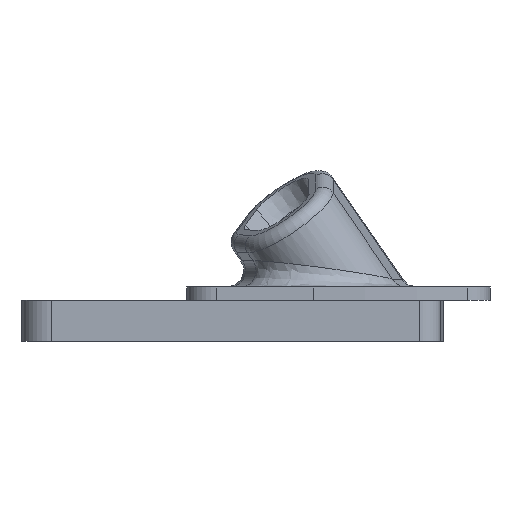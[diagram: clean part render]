
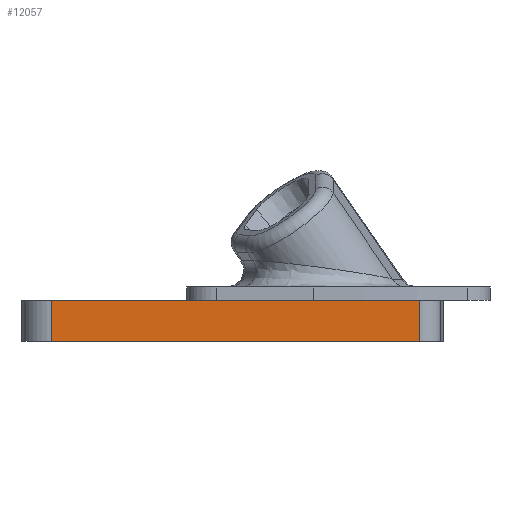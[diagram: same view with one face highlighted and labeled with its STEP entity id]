
A CAD part, left-side view. The second image highlights one B-rep face of the part: STEP entity #12057.
In plain terms, the highlighted planar face has unit normal (-1, 0, 0).
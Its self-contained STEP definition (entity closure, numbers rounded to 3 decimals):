
#5592 = PLANE('',#5593);
#5593 = AXIS2_PLACEMENT_3D('',#5594,#5595,#5596);
#5594 = CARTESIAN_POINT('',(0.,0.,-1.6));
#5595 = DIRECTION('',(0.,0.,1.));
#5596 = DIRECTION('',(1.,0.,0.));
#6055 = VERTEX_POINT('',#6056);
#6056 = CARTESIAN_POINT('',(-72.8,18.4,-1.6));
#6070 = PLANE('',#6071);
#6071 = AXIS2_PLACEMENT_3D('',#6072,#6073,#6074);
#6072 = CARTESIAN_POINT('',(0.,12.8,-1.6));
#6073 = DIRECTION('',(0.,0.,-1.));
#6074 = DIRECTION('',(-1.,0.,0.));
#9745 = EDGE_CURVE('',#6055,#9746,#9748,.T.);
#9746 = VERTEX_POINT('',#9747);
#9747 = CARTESIAN_POINT('',(-72.8,-9.8,-1.6));
#9748 = SURFACE_CURVE('',#9749,(#9753,#9760),.PCURVE_S1.);
#9749 = LINE('',#9750,#9751);
#9750 = CARTESIAN_POINT('',(-72.8,-4.9,-1.6));
#9751 = VECTOR('',#9752,1.);
#9752 = DIRECTION('',(0.,-1.,0.));
#9753 = PCURVE('',#5592,#9754);
#9754 = DEFINITIONAL_REPRESENTATION('',(#9755),#9759);
#9755 = LINE('',#9756,#9757);
#9756 = CARTESIAN_POINT('',(-72.8,-4.9));
#9757 = VECTOR('',#9758,1.);
#9758 = DIRECTION('',(0.,-1.));
#9759 = ( GEOMETRIC_REPRESENTATION_CONTEXT(2) 
PARAMETRIC_REPRESENTATION_CONTEXT() REPRESENTATION_CONTEXT('2D SPACE',''
  ) );
#9760 = PCURVE('',#9761,#9766);
#9761 = PLANE('',#9762);
#9762 = AXIS2_PLACEMENT_3D('',#9763,#9764,#9765);
#9763 = CARTESIAN_POINT('',(-72.8,-9.8,-1.6));
#9764 = DIRECTION('',(-1.,0.,0.));
#9765 = DIRECTION('',(0.,1.,0.));
#9766 = DEFINITIONAL_REPRESENTATION('',(#9767),#9771);
#9767 = LINE('',#9768,#9769);
#9768 = CARTESIAN_POINT('',(4.9,0.));
#9769 = VECTOR('',#9770,1.);
#9770 = DIRECTION('',(-1.,0.));
#9771 = ( GEOMETRIC_REPRESENTATION_CONTEXT(2) 
PARAMETRIC_REPRESENTATION_CONTEXT() REPRESENTATION_CONTEXT('2D SPACE',''
  ) );
#9790 = CYLINDRICAL_SURFACE('',#9791,2.6);
#9791 = AXIS2_PLACEMENT_3D('',#9792,#9793,#9794);
#9792 = CARTESIAN_POINT('',(-70.2,-9.8,-1.6));
#9793 = DIRECTION('',(0.,0.,-1.));
#9794 = DIRECTION('',(0.,-1.,0.));
#10316 = VERTEX_POINT('',#10317);
#10317 = CARTESIAN_POINT('',(-72.8,34.8,-1.6));
#10332 = CYLINDRICAL_SURFACE('',#10333,3.6);
#10333 = AXIS2_PLACEMENT_3D('',#10334,#10335,#10336);
#10334 = CARTESIAN_POINT('',(-69.2,34.8,-1.6));
#10335 = DIRECTION('',(0.,0.,-1.));
#10336 = DIRECTION('',(-1.,0.,0.));
#10344 = EDGE_CURVE('',#6055,#10316,#10345,.T.);
#10345 = SURFACE_CURVE('',#10346,(#10350,#10357),.PCURVE_S1.);
#10346 = LINE('',#10347,#10348);
#10347 = CARTESIAN_POINT('',(-72.8,-9.8,-1.6));
#10348 = VECTOR('',#10349,1.);
#10349 = DIRECTION('',(0.,1.,0.));
#10350 = PCURVE('',#6070,#10351);
#10351 = DEFINITIONAL_REPRESENTATION('',(#10352),#10356);
#10352 = LINE('',#10353,#10354);
#10353 = CARTESIAN_POINT('',(72.8,-22.6));
#10354 = VECTOR('',#10355,1.);
#10355 = DIRECTION('',(0.,1.));
#10356 = ( GEOMETRIC_REPRESENTATION_CONTEXT(2) 
PARAMETRIC_REPRESENTATION_CONTEXT() REPRESENTATION_CONTEXT('2D SPACE',''
  ) );
#10357 = PCURVE('',#9761,#10358);
#10358 = DEFINITIONAL_REPRESENTATION('',(#10359),#10363);
#10359 = LINE('',#10360,#10361);
#10360 = CARTESIAN_POINT('',(0.,0.));
#10361 = VECTOR('',#10362,1.);
#10362 = DIRECTION('',(1.,0.));
#10363 = ( GEOMETRIC_REPRESENTATION_CONTEXT(2) 
PARAMETRIC_REPRESENTATION_CONTEXT() REPRESENTATION_CONTEXT('2D SPACE',''
  ) );
#12057 = ADVANCED_FACE('',(#12058),#9761,.T.);
#12058 = FACE_BOUND('',#12059,.T.);
#12059 = EDGE_LOOP('',(#12060,#12061,#12062,#12085,#12113));
#12060 = ORIENTED_EDGE('',*,*,#9745,.F.);
#12061 = ORIENTED_EDGE('',*,*,#10344,.T.);
#12062 = ORIENTED_EDGE('',*,*,#12063,.T.);
#12063 = EDGE_CURVE('',#10316,#12064,#12066,.T.);
#12064 = VERTEX_POINT('',#12065);
#12065 = CARTESIAN_POINT('',(-72.8,34.8,-6.6));
#12066 = SURFACE_CURVE('',#12067,(#12071,#12078),.PCURVE_S1.);
#12067 = LINE('',#12068,#12069);
#12068 = CARTESIAN_POINT('',(-72.8,34.8,-1.6));
#12069 = VECTOR('',#12070,1.);
#12070 = DIRECTION('',(0.,0.,-1.));
#12071 = PCURVE('',#9761,#12072);
#12072 = DEFINITIONAL_REPRESENTATION('',(#12073),#12077);
#12073 = LINE('',#12074,#12075);
#12074 = CARTESIAN_POINT('',(44.6,0.));
#12075 = VECTOR('',#12076,1.);
#12076 = DIRECTION('',(0.,1.));
#12077 = ( GEOMETRIC_REPRESENTATION_CONTEXT(2) 
PARAMETRIC_REPRESENTATION_CONTEXT() REPRESENTATION_CONTEXT('2D SPACE',''
  ) );
#12078 = PCURVE('',#10332,#12079);
#12079 = DEFINITIONAL_REPRESENTATION('',(#12080),#12084);
#12080 = LINE('',#12081,#12082);
#12081 = CARTESIAN_POINT('',(0.,0.));
#12082 = VECTOR('',#12083,1.);
#12083 = DIRECTION('',(0.,1.));
#12084 = ( GEOMETRIC_REPRESENTATION_CONTEXT(2) 
PARAMETRIC_REPRESENTATION_CONTEXT() REPRESENTATION_CONTEXT('2D SPACE',''
  ) );
#12085 = ORIENTED_EDGE('',*,*,#12086,.F.);
#12086 = EDGE_CURVE('',#12087,#12064,#12089,.T.);
#12087 = VERTEX_POINT('',#12088);
#12088 = CARTESIAN_POINT('',(-72.8,-9.8,-6.6));
#12089 = SURFACE_CURVE('',#12090,(#12094,#12101),.PCURVE_S1.);
#12090 = LINE('',#12091,#12092);
#12091 = CARTESIAN_POINT('',(-72.8,-9.8,-6.6));
#12092 = VECTOR('',#12093,1.);
#12093 = DIRECTION('',(0.,1.,0.));
#12094 = PCURVE('',#9761,#12095);
#12095 = DEFINITIONAL_REPRESENTATION('',(#12096),#12100);
#12096 = LINE('',#12097,#12098);
#12097 = CARTESIAN_POINT('',(0.,5.));
#12098 = VECTOR('',#12099,1.);
#12099 = DIRECTION('',(1.,0.));
#12100 = ( GEOMETRIC_REPRESENTATION_CONTEXT(2) 
PARAMETRIC_REPRESENTATION_CONTEXT() REPRESENTATION_CONTEXT('2D SPACE',''
  ) );
#12101 = PCURVE('',#12102,#12107);
#12102 = PLANE('',#12103);
#12103 = AXIS2_PLACEMENT_3D('',#12104,#12105,#12106);
#12104 = CARTESIAN_POINT('',(0.,12.8,-6.6));
#12105 = DIRECTION('',(0.,0.,-1.));
#12106 = DIRECTION('',(-1.,0.,0.));
#12107 = DEFINITIONAL_REPRESENTATION('',(#12108),#12112);
#12108 = LINE('',#12109,#12110);
#12109 = CARTESIAN_POINT('',(72.8,-22.6));
#12110 = VECTOR('',#12111,1.);
#12111 = DIRECTION('',(0.,1.));
#12112 = ( GEOMETRIC_REPRESENTATION_CONTEXT(2) 
PARAMETRIC_REPRESENTATION_CONTEXT() REPRESENTATION_CONTEXT('2D SPACE',''
  ) );
#12113 = ORIENTED_EDGE('',*,*,#12114,.F.);
#12114 = EDGE_CURVE('',#9746,#12087,#12115,.T.);
#12115 = SURFACE_CURVE('',#12116,(#12120,#12127),.PCURVE_S1.);
#12116 = LINE('',#12117,#12118);
#12117 = CARTESIAN_POINT('',(-72.8,-9.8,-1.6));
#12118 = VECTOR('',#12119,1.);
#12119 = DIRECTION('',(0.,0.,-1.));
#12120 = PCURVE('',#9761,#12121);
#12121 = DEFINITIONAL_REPRESENTATION('',(#12122),#12126);
#12122 = LINE('',#12123,#12124);
#12123 = CARTESIAN_POINT('',(0.,0.));
#12124 = VECTOR('',#12125,1.);
#12125 = DIRECTION('',(0.,1.));
#12126 = ( GEOMETRIC_REPRESENTATION_CONTEXT(2) 
PARAMETRIC_REPRESENTATION_CONTEXT() REPRESENTATION_CONTEXT('2D SPACE',''
  ) );
#12127 = PCURVE('',#9790,#12128);
#12128 = DEFINITIONAL_REPRESENTATION('',(#12129),#12133);
#12129 = LINE('',#12130,#12131);
#12130 = CARTESIAN_POINT('',(1.571,0.));
#12131 = VECTOR('',#12132,1.);
#12132 = DIRECTION('',(0.,1.));
#12133 = ( GEOMETRIC_REPRESENTATION_CONTEXT(2) 
PARAMETRIC_REPRESENTATION_CONTEXT() REPRESENTATION_CONTEXT('2D SPACE',''
  ) );
